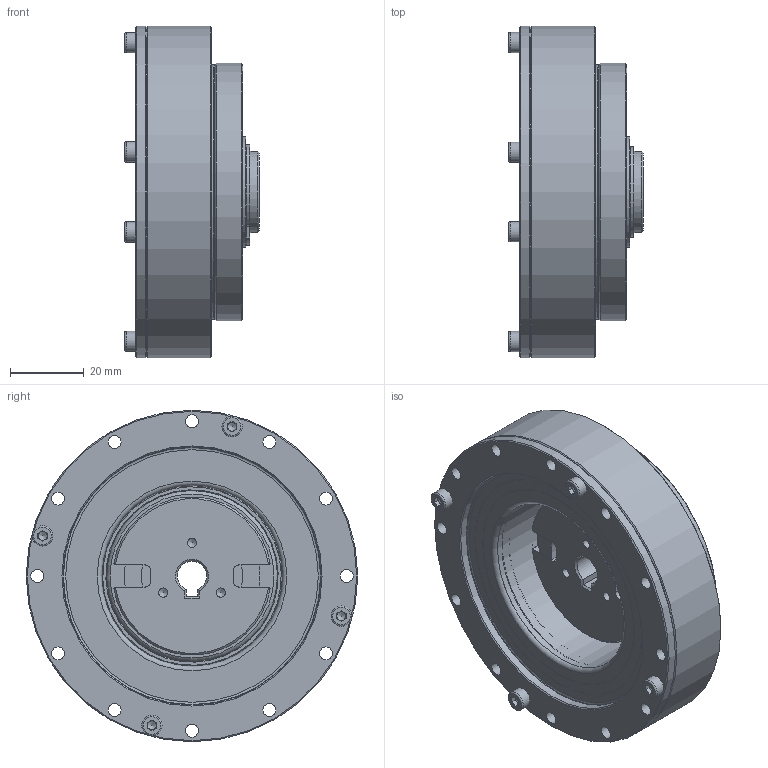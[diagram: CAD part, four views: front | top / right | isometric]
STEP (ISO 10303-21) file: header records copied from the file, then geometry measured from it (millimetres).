
FILE_DESCRIPTION(/* description */ ('STEP AP242','CAx-IF Rec.Pracs.---Representation and Presentation of Product Manufacturing Information (PMI)---4.0---2014-10-13','CAx-IF Rec.Pracs.---3D Tessellated Geometry---0.4---2014-09-14','2;1'),/* implementation_level */ '2;1');
FILE_NAME(/* name */ '68877193ecc30d628aebb8a5',/* time_stamp */ '2025-07-28T12:48:20Z',/* author */ (''),/* organization */ (''),/* preprocessor_version */ 'ST-DEVELOPER v20',/* originating_system */ 'ONSHAPE BY PTC INC, 1.201',/* authorisation */ ' ');
FILE_SCHEMA (('AP242_MANAGED_MODEL_BASED_3D_ENGINEERING_MIM_LF { 1 0 10303 442 1 1 4 }'));
Length unit declared in the file: metre
Products named in the file (23): HS-20-I; hexagon socket head cap screws gb_GB_FASTENER_SCREWS_HSHCS M3X8-C; ????-STXB-20050-01; 20-50??????_?? <1>; STXB-T20-50-P04_??; STXB-T20-P03_??; 20????; STXB-T20-P05_??; STXB-T20-P01_??; STXB-T20-P02_??; circlips for shaft--type a large gb_GB_CONNECTING_PIECE_RING_RRA 22; ????-STRU-20-90-175X?90-V0 <1>; ??????-20-90-V0; O????-?75X?18; ????-??-?5; ????-??-STRU-20-90; ??????-20-90-??-V0; ????-??-STRU-20-90-?175; 20??; ????-??-STRU-20-90-?175-V0; hexagon socket head cap screws gb_GB_FASTENER_SCREWS_HSHCS M2.5X8-C
Assembly tree (98 placements, depth 3):
  HS-20-I
    hexagon socket head cap screws gb_GB_FASTENER_SCREWS_HSHCS M3X8-C  x8
    ????-STXB-20050-01
    20-50??????_?? <1>
      STXB-T20-50-P04_??
      STXB-T20-P03_??
      20????
      STXB-T20-P05_??
      STXB-T20-P01_??
      STXB-T20-P02_??
      circlips for shaft--type a large gb_GB_CONNECTING_PIECE_RING_RRA 22
    ????-STXB-20050-01
    ????-STRU-20-90-175X?90-V0 <1>
      ??????-20-90-V0  x18
      O????-?75X?18
      ????-??-?5  x36
      ????-??-STRU-20-90
      ??????-20-90-??-V0  x18
      ????-??-STRU-20-90-?175
      20??
      ????-??-STRU-20-90
      ????-??-STRU-20-90-?175-V0
      hexagon socket head cap screws gb_GB_FASTENER_SCREWS_HSHCS M2.5X8-C
Bounding box: 36.56 x 90 x 90 mm (x, y, z)
Volume: 109276.2 mm3; surface area: 91069.1 mm2
Topology: 96 solids, 96 shells, 1074 faces, 2337 edges, 1482 vertices
Faces by surface type: plane 599, cylinder 274, cone 172, torus 24, bspline 5
Full cylindrical faces by diameter (mm): 2 x2, 2.05 x1, 2.5 x28, 2.9 x1, 3 x8, 3.4 x4, 3.5 x44, 4.5 x1, 5 x37, 5.5 x8, 6 x4, 21 x1, 22 x2, 22.3 x1, 22.5 x3, 30 x2, 33.8 x1, 35.56 x1, 36.8 x1, 38.366 x2, 44.5 x1, 46.399 x2, 49.068 x2, 49.508 x1, 49.668 x1, 51.008 x1, 51.195 x1, 53 x1, 55 x2, 62.8 x1
Entity records: 14039 total; most frequent: CARTESIAN_POINT 3863, DIRECTION 2155, ORIENTED_EDGE 1396, AXIS2_PLACEMENT_3D 958, FACE_BOUND 818, EDGE_LOOP 785, EDGE_CURVE 698, VERTEX_POINT 594
